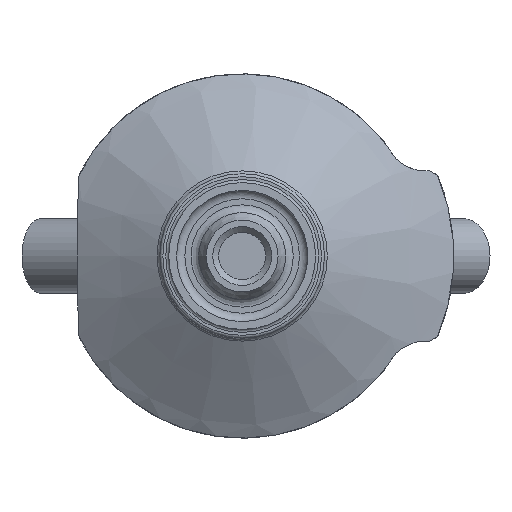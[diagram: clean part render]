
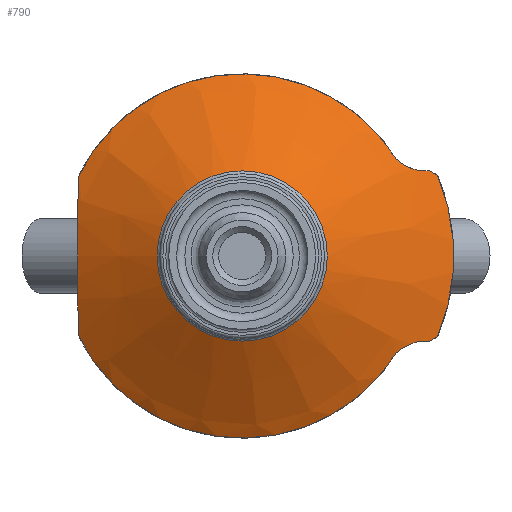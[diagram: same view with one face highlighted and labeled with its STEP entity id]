
A CAD part, front view. The second image highlights one B-rep face of the part: STEP entity #790.
In plain terms, the highlighted conical face has half-angle 59.421 degrees and reference radius 25 mm.
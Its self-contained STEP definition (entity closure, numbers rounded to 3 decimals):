
#32=B_SPLINE_CURVE_WITH_KNOTS('',3,(#1372,#1373,#1374,#1375,#1376,#1377,
#1378,#1379,#1380,#1381),.UNSPECIFIED.,.F.,.F.,(4,2,2,2,4),(2.808,
2.834,3.108,3.336,3.458),
 .UNSPECIFIED.);
#33=B_SPLINE_CURVE_WITH_KNOTS('',3,(#1396,#1397,#1398,#1399,#1400,#1401,
#1402,#1403,#1404,#1405),.UNSPECIFIED.,.F.,.F.,(4,2,2,2,4),(3.673,
3.794,4.023,4.297,4.323),
 .UNSPECIFIED.);
#34=(
BOUNDED_CURVE()
B_SPLINE_CURVE(2,(#1368,#1369,#1370),.UNSPECIFIED.,.F.,.F.)
B_SPLINE_CURVE_WITH_KNOTS((3,3),(4.496,4.623),
 .UNSPECIFIED.)
CURVE()
GEOMETRIC_REPRESENTATION_ITEM()
RATIONAL_B_SPLINE_CURVE((1.015,1.008,1.))
REPRESENTATION_ITEM('')
);
#35=(
BOUNDED_CURVE()
B_SPLINE_CURVE(2,(#1385,#1386,#1387),.UNSPECIFIED.,.F.,.F.)
B_SPLINE_CURVE_WITH_KNOTS((3,3),(2.358,3.855),
 .UNSPECIFIED.)
CURVE()
GEOMETRIC_REPRESENTATION_ITEM()
RATIONAL_B_SPLINE_CURVE((1.135,1.135,1.081))
REPRESENTATION_ITEM('')
);
#36=(
BOUNDED_CURVE()
B_SPLINE_CURVE(2,(#1390,#1391,#1392),.UNSPECIFIED.,.F.,.F.)
B_SPLINE_CURVE_WITH_KNOTS((3,3),(0.861,2.358),
 .UNSPECIFIED.)
CURVE()
GEOMETRIC_REPRESENTATION_ITEM()
RATIONAL_B_SPLINE_CURVE((1.081,1.135,1.135))
REPRESENTATION_ITEM('')
);
#37=(
BOUNDED_CURVE()
B_SPLINE_CURVE(2,(#1407,#1408,#1409),.UNSPECIFIED.,.F.,.F.)
B_SPLINE_CURVE_WITH_KNOTS((3,3),(0.,0.128),.UNSPECIFIED.)
CURVE()
GEOMETRIC_REPRESENTATION_ITEM()
RATIONAL_B_SPLINE_CURVE((1.,1.008,1.015))
REPRESENTATION_ITEM('')
);
#49=CONICAL_SURFACE('',#905,25.,1.037);
#79=LINE('',#1388,#120);
#120=VECTOR('',#1100,25.);
#179=FACE_OUTER_BOUND('',#234,.T.);
#234=EDGE_LOOP('',(#590,#591,#592,#593,#594,#595,#596,#597,#598,#599,#600,
#601,#602));
#294=CIRCLE('',#897,14.491);
#298=CIRCLE('',#901,14.491);
#301=CIRCLE('',#906,31.);
#302=CIRCLE('',#907,31.);
#303=CIRCLE('',#908,36.);
#353=VERTEX_POINT('',#1350);
#354=VERTEX_POINT('',#1351);
#359=VERTEX_POINT('',#1366);
#360=VERTEX_POINT('',#1367);
#361=VERTEX_POINT('',#1371);
#362=VERTEX_POINT('',#1382);
#363=VERTEX_POINT('',#1384);
#364=VERTEX_POINT('',#1389);
#365=VERTEX_POINT('',#1393);
#366=VERTEX_POINT('',#1395);
#367=VERTEX_POINT('',#1406);
#438=EDGE_CURVE('',#353,#354,#294,.T.);
#442=EDGE_CURVE('',#354,#353,#298,.T.);
#446=EDGE_CURVE('',#359,#360,#34,.T.);
#447=EDGE_CURVE('',#359,#361,#32,.T.);
#448=EDGE_CURVE('',#362,#361,#301,.T.);
#449=EDGE_CURVE('',#363,#362,#35,.T.);
#450=EDGE_CURVE('',#363,#353,#79,.T.);
#451=EDGE_CURVE('',#364,#363,#36,.T.);
#452=EDGE_CURVE('',#365,#364,#302,.T.);
#453=EDGE_CURVE('',#365,#366,#33,.T.);
#454=EDGE_CURVE('',#367,#366,#37,.T.);
#455=EDGE_CURVE('',#360,#367,#303,.T.);
#590=ORIENTED_EDGE('',*,*,#446,.F.);
#591=ORIENTED_EDGE('',*,*,#447,.T.);
#592=ORIENTED_EDGE('',*,*,#448,.F.);
#593=ORIENTED_EDGE('',*,*,#449,.F.);
#594=ORIENTED_EDGE('',*,*,#450,.T.);
#595=ORIENTED_EDGE('',*,*,#442,.F.);
#596=ORIENTED_EDGE('',*,*,#438,.F.);
#597=ORIENTED_EDGE('',*,*,#450,.F.);
#598=ORIENTED_EDGE('',*,*,#451,.F.);
#599=ORIENTED_EDGE('',*,*,#452,.F.);
#600=ORIENTED_EDGE('',*,*,#453,.T.);
#601=ORIENTED_EDGE('',*,*,#454,.F.);
#602=ORIENTED_EDGE('',*,*,#455,.F.);
#790=ADVANCED_FACE('',(#179),#49,.T.);
#897=AXIS2_PLACEMENT_3D('',#1352,#1079,#1080);
#901=AXIS2_PLACEMENT_3D('',#1358,#1087,#1088);
#905=AXIS2_PLACEMENT_3D('',#1365,#1096,#1097);
#906=AXIS2_PLACEMENT_3D('',#1383,#1098,#1099);
#907=AXIS2_PLACEMENT_3D('',#1394,#1101,#1102);
#908=AXIS2_PLACEMENT_3D('',#1410,#1103,#1104);
#1079=DIRECTION('center_axis',(0.,-1.,0.));
#1080=DIRECTION('ref_axis',(-1.,0.,0.));
#1087=DIRECTION('center_axis',(0.,-1.,0.));
#1088=DIRECTION('ref_axis',(-1.,0.,0.));
#1096=DIRECTION('center_axis',(0.,1.,0.));
#1097=DIRECTION('ref_axis',(1.,0.,0.));
#1098=DIRECTION('center_axis',(0.,1.,0.));
#1099=DIRECTION('ref_axis',(0.901,0.,-0.433));
#1100=DIRECTION('',(0.861,-0.509,0.));
#1101=DIRECTION('center_axis',(0.,1.,0.));
#1102=DIRECTION('ref_axis',(-0.844,0.,0.537));
#1103=DIRECTION('center_axis',(0.,1.,0.));
#1104=DIRECTION('ref_axis',(1.,0.,0.));
#1350=CARTESIAN_POINT('',(-14.491,12.29,0.));
#1351=CARTESIAN_POINT('',(0.,12.29,14.491));
#1352=CARTESIAN_POINT('Origin',(0.,12.29,0.));
#1358=CARTESIAN_POINT('Origin',(0.,12.29,0.));
#1365=CARTESIAN_POINT('Origin',(0.,18.5,0.));
#1366=CARTESIAN_POINT('',(31.892,24.428,14.499));
#1367=CARTESIAN_POINT('',(33.272,25.,13.746));
#1368=CARTESIAN_POINT('Ctrl Pts',(31.892,24.428,14.499));
#1369=CARTESIAN_POINT('Ctrl Pts',(32.573,24.704,14.127));
#1370=CARTESIAN_POINT('Ctrl Pts',(33.272,25.,13.746));
#1371=CARTESIAN_POINT('',(26.15,22.045,16.649));
#1372=CARTESIAN_POINT('Ctrl Pts',(31.892,24.428,14.499));
#1373=CARTESIAN_POINT('Ctrl Pts',(31.812,24.384,14.491));
#1374=CARTESIAN_POINT('Ctrl Pts',(31.731,24.339,14.485));
#1375=CARTESIAN_POINT('Ctrl Pts',(30.795,23.822,14.428));
#1376=CARTESIAN_POINT('Ctrl Pts',(29.915,23.379,14.54));
#1377=CARTESIAN_POINT('Ctrl Pts',(28.443,22.728,15.007));
#1378=CARTESIAN_POINT('Ctrl Pts',(27.735,22.454,15.35));
#1379=CARTESIAN_POINT('Ctrl Pts',(26.759,22.168,16.063));
#1380=CARTESIAN_POINT('Ctrl Pts',(26.439,22.093,16.345));
#1381=CARTESIAN_POINT('Ctrl Pts',(26.15,22.045,16.649));
#1382=CARTESIAN_POINT('',(-27.871,22.045,13.572));
#1383=CARTESIAN_POINT('Origin',(0.,22.045,0.));
#1384=CARTESIAN_POINT('',(-28.025,20.288,0.));
#1385=CARTESIAN_POINT('Ctrl Pts',(-28.025,20.288,0.));
#1386=CARTESIAN_POINT('Ctrl Pts',(-28.025,20.288,6.461));
#1387=CARTESIAN_POINT('Ctrl Pts',(-27.871,22.045,13.572));
#1388=CARTESIAN_POINT('',(-25.,18.5,0.));
#1389=CARTESIAN_POINT('',(-27.871,22.045,-13.572));
#1390=CARTESIAN_POINT('Ctrl Pts',(-27.871,22.045,-13.572));
#1391=CARTESIAN_POINT('Ctrl Pts',(-28.025,20.288,-6.461));
#1392=CARTESIAN_POINT('Ctrl Pts',(-28.025,20.288,0.));
#1393=CARTESIAN_POINT('',(26.15,22.045,-16.649));
#1394=CARTESIAN_POINT('Origin',(0.,22.045,0.));
#1395=CARTESIAN_POINT('',(31.892,24.428,-14.499));
#1396=CARTESIAN_POINT('Ctrl Pts',(26.15,22.045,-16.649));
#1397=CARTESIAN_POINT('Ctrl Pts',(26.439,22.093,-16.345));
#1398=CARTESIAN_POINT('Ctrl Pts',(26.759,22.168,-16.063));
#1399=CARTESIAN_POINT('Ctrl Pts',(27.735,22.454,-15.35));
#1400=CARTESIAN_POINT('Ctrl Pts',(28.443,22.728,-15.007));
#1401=CARTESIAN_POINT('Ctrl Pts',(29.915,23.379,-14.54));
#1402=CARTESIAN_POINT('Ctrl Pts',(30.795,23.822,-14.428));
#1403=CARTESIAN_POINT('Ctrl Pts',(31.731,24.339,-14.485));
#1404=CARTESIAN_POINT('Ctrl Pts',(31.812,24.384,-14.491));
#1405=CARTESIAN_POINT('Ctrl Pts',(31.892,24.428,-14.499));
#1406=CARTESIAN_POINT('',(33.272,25.,-13.746));
#1407=CARTESIAN_POINT('Ctrl Pts',(33.272,25.,-13.746));
#1408=CARTESIAN_POINT('Ctrl Pts',(32.573,24.704,-14.127));
#1409=CARTESIAN_POINT('Ctrl Pts',(31.892,24.428,-14.499));
#1410=CARTESIAN_POINT('Origin',(0.,25.,0.));
